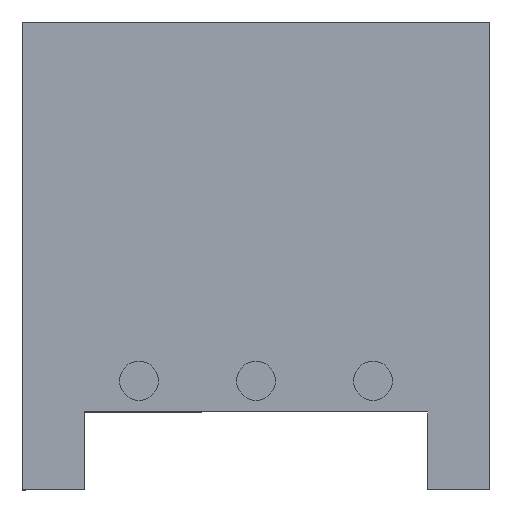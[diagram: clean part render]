
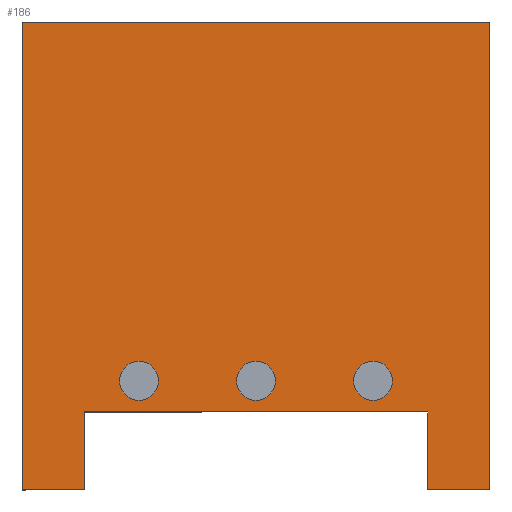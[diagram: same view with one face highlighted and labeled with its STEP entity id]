
A CAD part, front view. The second image highlights one B-rep face of the part: STEP entity #186.
In plain terms, the highlighted planar face has unit normal (0, -1, 0).
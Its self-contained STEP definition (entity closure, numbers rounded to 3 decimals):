
#66 = EDGE_CURVE ( 'NONE', #67, #68, #838, .T. ) ;
#67 = VERTEX_POINT ( 'NONE', #883 ) ;
#68 = VERTEX_POINT ( 'NONE', #882 ) ;
#116 = ORIENTED_EDGE ( 'NONE', *, *, #318, .F. ) ;
#117 = ORIENTED_EDGE ( 'NONE', *, *, #118, .F. ) ;
#118 = EDGE_CURVE ( 'NONE', #244, #319, #956, .T. ) ;
#119 = EDGE_LOOP ( 'NONE', ( #120, #324, #327, #281, #283, #369, #372, #378 ) ) ;
#120 = ORIENTED_EDGE ( 'NONE', *, *, #121, .T. ) ;
#121 = EDGE_CURVE ( 'NONE', #122, #123, #951, .T. ) ;
#122 = VERTEX_POINT ( 'NONE', #947 ) ;
#123 = VERTEX_POINT ( 'NONE', #946 ) ;
#186 = ADVANCED_FACE ( 'NONE', ( #1088, #1087, #1086, #1085 ), #1120, .F. ) ;
#187 = EDGE_LOOP ( 'NONE', ( #116, #117 ) ) ;
#244 = VERTEX_POINT ( 'NONE', #1355 ) ;
#276 = EDGE_CURVE ( 'NONE', #68, #67, #1272, .T. ) ;
#281 = ORIENTED_EDGE ( 'NONE', *, *, #282, .F. ) ;
#282 = EDGE_CURVE ( 'NONE', #330, #329, #1262, .T. ) ;
#283 = ORIENTED_EDGE ( 'NONE', *, *, #284, .T. ) ;
#284 = EDGE_CURVE ( 'NONE', #330, #368, #1258, .T. ) ;
#318 = EDGE_CURVE ( 'NONE', #319, #244, #1401, .T. ) ;
#319 = VERTEX_POINT ( 'NONE', #1455 ) ;
#321 = EDGE_CURVE ( 'NONE', #322, #323, #1454, .T. ) ;
#322 = VERTEX_POINT ( 'NONE', #1449 ) ;
#323 = VERTEX_POINT ( 'NONE', #1448 ) ;
#324 = ORIENTED_EDGE ( 'NONE', *, *, #325, .F. ) ;
#325 = EDGE_CURVE ( 'NONE', #326, #123, #1447, .T. ) ;
#326 = VERTEX_POINT ( 'NONE', #1443 ) ;
#327 = ORIENTED_EDGE ( 'NONE', *, *, #328, .F. ) ;
#328 = EDGE_CURVE ( 'NONE', #329, #326, #1442, .T. ) ;
#329 = VERTEX_POINT ( 'NONE', #1438 ) ;
#330 = VERTEX_POINT ( 'NONE', #1437 ) ;
#368 = VERTEX_POINT ( 'NONE', #1487 ) ;
#369 = ORIENTED_EDGE ( 'NONE', *, *, #370, .T. ) ;
#370 = EDGE_CURVE ( 'NONE', #368, #371, #1486, .T. ) ;
#371 = VERTEX_POINT ( 'NONE', #1482 ) ;
#372 = ORIENTED_EDGE ( 'NONE', *, *, #373, .F. ) ;
#373 = EDGE_CURVE ( 'NONE', #374, #371, #1547, .T. ) ;
#374 = VERTEX_POINT ( 'NONE', #1543 ) ;
#378 = ORIENTED_EDGE ( 'NONE', *, *, #379, .T. ) ;
#379 = EDGE_CURVE ( 'NONE', #374, #122, #1537, .T. ) ;
#380 = EDGE_LOOP ( 'NONE', ( #381, #382 ) ) ;
#381 = ORIENTED_EDGE ( 'NONE', *, *, #321, .F. ) ;
#382 = ORIENTED_EDGE ( 'NONE', *, *, #383, .F. ) ;
#383 = EDGE_CURVE ( 'NONE', #323, #322, #1533, .T. ) ;
#384 = EDGE_LOOP ( 'NONE', ( #385, #386 ) ) ;
#385 = ORIENTED_EDGE ( 'NONE', *, *, #66, .F. ) ;
#386 = ORIENTED_EDGE ( 'NONE', *, *, #276, .F. ) ;
#838 = CIRCLE ( 'NONE', #886, 0.25 ) ;
#843 = CARTESIAN_POINT ( 'NONE',  ( 4.5, -3.7, 2.4 ) ) ;
#882 = CARTESIAN_POINT ( 'NONE',  ( 4.5, -3.7, 2.15 ) ) ;
#883 = CARTESIAN_POINT ( 'NONE',  ( 4.5, -3.7, 2.65 ) ) ;
#884 = DIRECTION ( 'NONE',  ( -1., 0., 0. ) ) ;
#885 = DIRECTION ( 'NONE',  ( 0., -1., 0. ) ) ;
#886 = AXIS2_PLACEMENT_3D ( 'NONE', #843, #885, #884 ) ;
#946 = CARTESIAN_POINT ( 'NONE',  ( 9., -3.7, 7. ) ) ;
#947 = CARTESIAN_POINT ( 'NONE',  ( 9., -3.7, 1. ) ) ;
#948 = DIRECTION ( 'NONE',  ( 0., 0., 1. ) ) ;
#949 = VECTOR ( 'NONE', #948, 1000. ) ;
#950 = CARTESIAN_POINT ( 'NONE',  ( 9., -3.7, 2. ) ) ;
#951 = LINE ( 'NONE', #950, #949 ) ;
#952 = DIRECTION ( 'NONE',  ( -1., 0., 0. ) ) ;
#953 = DIRECTION ( 'NONE',  ( 0., -1., 0. ) ) ;
#954 = CARTESIAN_POINT ( 'NONE',  ( 6., -3.7, 2.4 ) ) ;
#955 = AXIS2_PLACEMENT_3D ( 'NONE', #954, #953, #952 ) ;
#956 = CIRCLE ( 'NONE', #955, 0.25 ) ;
#1085 = FACE_BOUND ( 'NONE', #384, .T. ) ;
#1086 = FACE_BOUND ( 'NONE', #380, .T. ) ;
#1087 = FACE_OUTER_BOUND ( 'NONE', #119, .T. ) ;
#1088 = FACE_BOUND ( 'NONE', #187, .T. ) ;
#1115 = DIRECTION ( 'NONE',  ( -1., 0., 0. ) ) ;
#1116 = DIRECTION ( 'NONE',  ( 0., 1., 0. ) ) ;
#1117 = CARTESIAN_POINT ( 'NONE',  ( 3., -3.7, 2. ) ) ;
#1118 = AXIS2_PLACEMENT_3D ( 'NONE', #1117, #1116, #1115 ) ;
#1120 = PLANE ( 'NONE',  #1118 ) ;
#1255 = DIRECTION ( 'NONE',  ( 0., 0., 1. ) ) ;
#1256 = VECTOR ( 'NONE', #1255, 1000. ) ;
#1257 = CARTESIAN_POINT ( 'NONE',  ( 3.8, -3.7, 1. ) ) ;
#1258 = LINE ( 'NONE', #1257, #1256 ) ;
#1259 = DIRECTION ( 'NONE',  ( -1., 0., 0. ) ) ;
#1260 = VECTOR ( 'NONE', #1259, 1000. ) ;
#1261 = CARTESIAN_POINT ( 'NONE',  ( 3.8, -3.7, 1. ) ) ;
#1262 = LINE ( 'NONE', #1261, #1260 ) ;
#1268 = DIRECTION ( 'NONE',  ( -1., 0., 0. ) ) ;
#1269 = DIRECTION ( 'NONE',  ( 0., -1., 0. ) ) ;
#1270 = CARTESIAN_POINT ( 'NONE',  ( 4.5, -3.7, 2.4 ) ) ;
#1271 = AXIS2_PLACEMENT_3D ( 'NONE', #1270, #1269, #1268 ) ;
#1272 = CIRCLE ( 'NONE', #1271, 0.25 ) ;
#1355 = CARTESIAN_POINT ( 'NONE',  ( 6., -3.7, 2.15 ) ) ;
#1397 = DIRECTION ( 'NONE',  ( -1., 0., 0. ) ) ;
#1398 = DIRECTION ( 'NONE',  ( 0., -1., 0. ) ) ;
#1399 = CARTESIAN_POINT ( 'NONE',  ( 6., -3.7, 2.4 ) ) ;
#1400 = AXIS2_PLACEMENT_3D ( 'NONE', #1399, #1398, #1397 ) ;
#1401 = CIRCLE ( 'NONE', #1400, 0.25 ) ;
#1437 = CARTESIAN_POINT ( 'NONE',  ( 3.8, -3.7, 1. ) ) ;
#1438 = CARTESIAN_POINT ( 'NONE',  ( 3., -3.7, 1. ) ) ;
#1439 = DIRECTION ( 'NONE',  ( 0., 0., 1. ) ) ;
#1440 = VECTOR ( 'NONE', #1439, 1000. ) ;
#1441 = CARTESIAN_POINT ( 'NONE',  ( 3., -3.7, 2. ) ) ;
#1442 = LINE ( 'NONE', #1441, #1440 ) ;
#1443 = CARTESIAN_POINT ( 'NONE',  ( 3., -3.7, 7. ) ) ;
#1444 = DIRECTION ( 'NONE',  ( 1., 0., 0. ) ) ;
#1445 = VECTOR ( 'NONE', #1444, 1000. ) ;
#1446 = CARTESIAN_POINT ( 'NONE',  ( 3., -3.7, 7. ) ) ;
#1447 = LINE ( 'NONE', #1446, #1445 ) ;
#1448 = CARTESIAN_POINT ( 'NONE',  ( 7.5, -3.7, 2.15 ) ) ;
#1449 = CARTESIAN_POINT ( 'NONE',  ( 7.5, -3.7, 2.65 ) ) ;
#1450 = DIRECTION ( 'NONE',  ( -1., 0., 0. ) ) ;
#1451 = DIRECTION ( 'NONE',  ( 0., -1., 0. ) ) ;
#1452 = CARTESIAN_POINT ( 'NONE',  ( 7.5, -3.7, 2.4 ) ) ;
#1453 = AXIS2_PLACEMENT_3D ( 'NONE', #1452, #1451, #1450 ) ;
#1454 = CIRCLE ( 'NONE', #1453, 0.25 ) ;
#1455 = CARTESIAN_POINT ( 'NONE',  ( 6., -3.7, 2.65 ) ) ;
#1482 = CARTESIAN_POINT ( 'NONE',  ( 8.2, -3.7, 2. ) ) ;
#1483 = DIRECTION ( 'NONE',  ( 1., 0., 0. ) ) ;
#1484 = VECTOR ( 'NONE', #1483, 1000. ) ;
#1485 = CARTESIAN_POINT ( 'NONE',  ( 3., -3.7, 2. ) ) ;
#1486 = LINE ( 'NONE', #1485, #1484 ) ;
#1487 = CARTESIAN_POINT ( 'NONE',  ( 3.8, -3.7, 2. ) ) ;
#1529 = DIRECTION ( 'NONE',  ( -1., 0., 0. ) ) ;
#1530 = DIRECTION ( 'NONE',  ( 0., -1., 0. ) ) ;
#1531 = CARTESIAN_POINT ( 'NONE',  ( 7.5, -3.7, 2.4 ) ) ;
#1532 = AXIS2_PLACEMENT_3D ( 'NONE', #1531, #1530, #1529 ) ;
#1533 = CIRCLE ( 'NONE', #1532, 0.25 ) ;
#1534 = DIRECTION ( 'NONE',  ( 1., 0., 0. ) ) ;
#1535 = VECTOR ( 'NONE', #1534, 1000. ) ;
#1536 = CARTESIAN_POINT ( 'NONE',  ( 8.2, -3.7, 1. ) ) ;
#1537 = LINE ( 'NONE', #1536, #1535 ) ;
#1543 = CARTESIAN_POINT ( 'NONE',  ( 8.2, -3.7, 1. ) ) ;
#1544 = DIRECTION ( 'NONE',  ( 0., 0., 1. ) ) ;
#1545 = VECTOR ( 'NONE', #1544, 1000. ) ;
#1546 = CARTESIAN_POINT ( 'NONE',  ( 8.2, -3.7, 1. ) ) ;
#1547 = LINE ( 'NONE', #1546, #1545 ) ;
